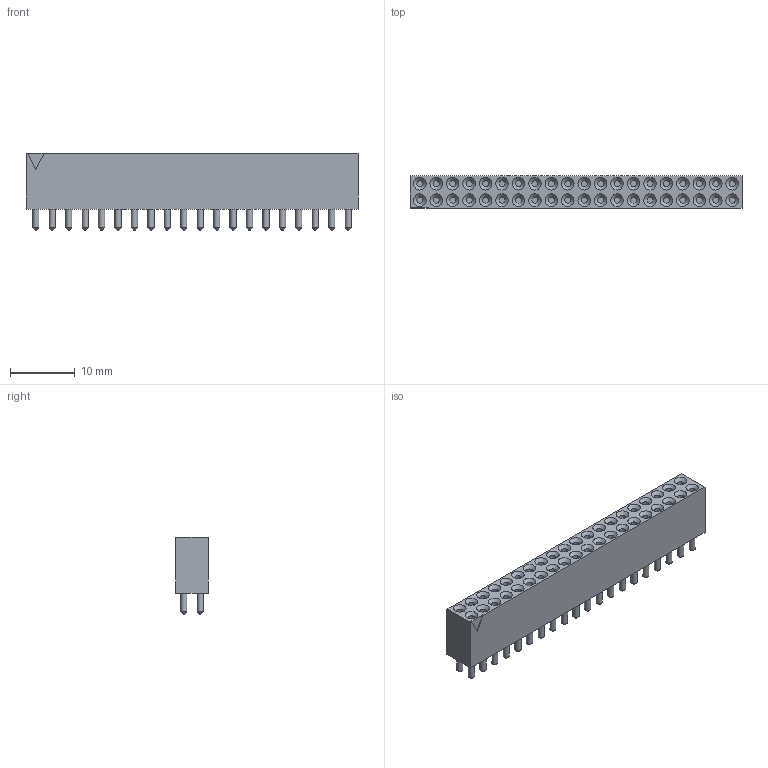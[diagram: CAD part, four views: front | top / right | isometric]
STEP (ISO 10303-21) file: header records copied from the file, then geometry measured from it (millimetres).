
FILE_DESCRIPTION(('FreeCAD Model'),'2;1');
FILE_NAME('1333531.1.1.stp','2020-04-10T03:52:30',( 'Author'),(''),'Open CASCADE STEP processor 6.9','FreeCAD','Unknown' );
FILE_SCHEMA(('AUTOMOTIVE_DESIGN { 1 0 10303 214 1 1 1 1 }'));
Length unit declared in the file: millimetre
Products named in the file (3): ASSEMBLY; Body; LeadsArray
Assembly tree (2 placements, depth 2):
  ASSEMBLY
    Body
    LeadsArray
Bounding box: 51.3 x 5.08 x 11.9 mm (x, y, z)
Volume: 2160 mm3; surface area: 2943 mm2
Topology: 41 solids, 41 shells, 289 faces, 421 edges, 254 vertices
Faces by surface type: plane 129, cone 80, cylinder 80
Full cylindrical faces by diameter (mm): 0.97 x80
Entity records: 11907 total; most frequent: CARTESIAN_POINT 1969, DIRECTION 1927, ORIENTED_EDGE 842, PCURVE 842, DEFINITIONAL_REPRESENTATION 842, LINE 703, VECTOR 703, AXIS2_PLACEMENT_3D 532
